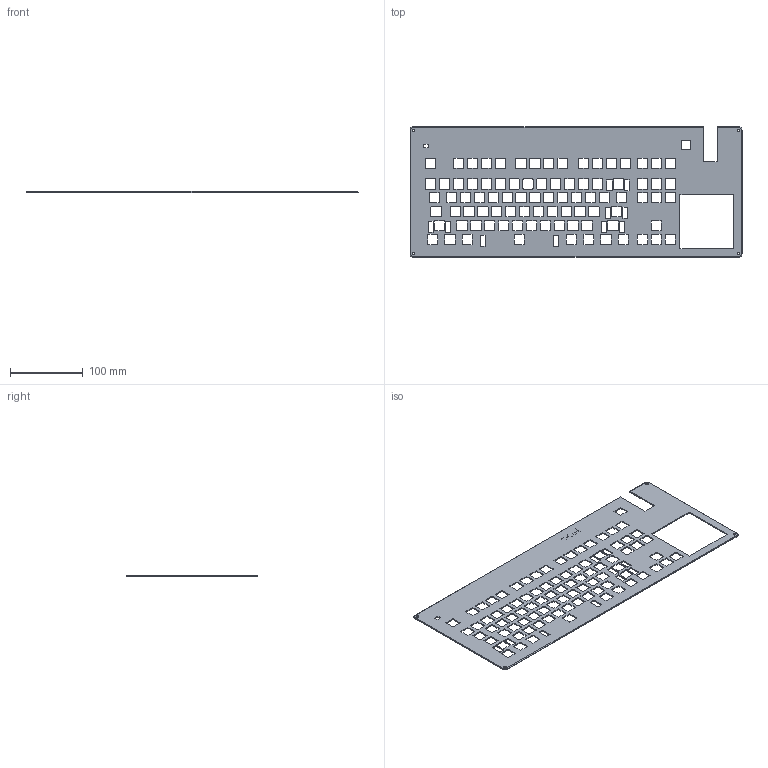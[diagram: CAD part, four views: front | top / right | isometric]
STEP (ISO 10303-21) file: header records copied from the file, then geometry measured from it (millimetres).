
FILE_DESCRIPTION(/* description */ (''),/* implementation_level */ '2;1');
FILE_NAME(/* name */ 'KeebTopside.step',/* time_stamp */ '2025-07-31T23:46:08-04:00',/* author */ (''),/* organization */ (''),/* preprocessor_version */ 'ST-DEVELOPER v20.1',/* originating_system */ 'Autodesk Translation Framework v14.10.0.0',/* authorisation */ '');
FILE_SCHEMA (('AUTOMOTIVE_DESIGN { 1 0 10303 214 3 1 1 }'));
Length unit declared in the file: millimetre
Products named in the file (1): 2025-07-31-21-23-53-434
Bounding box: 455.8 x 179.4 x 1.5 mm (x, y, z)
Volume: 85350 mm3; surface area: 124200.2 mm2
Topology: 1 solids, 1 shells, 923 faces, 2728 edges, 1816 vertices
Faces by surface type: plane 443, cylinder 401, bspline 75, torus 4
Full cylindrical faces by diameter (mm): 3.4 x4
Entity records: 32143 total; most frequent: CARTESIAN_POINT 6743, ORIENTED_EDGE 5456, DIRECTION 5082, EDGE_CURVE 2728, VERTEX_POINT 1816, LINE 1772, VECTOR 1772, AXIS2_PLACEMENT_3D 1655
